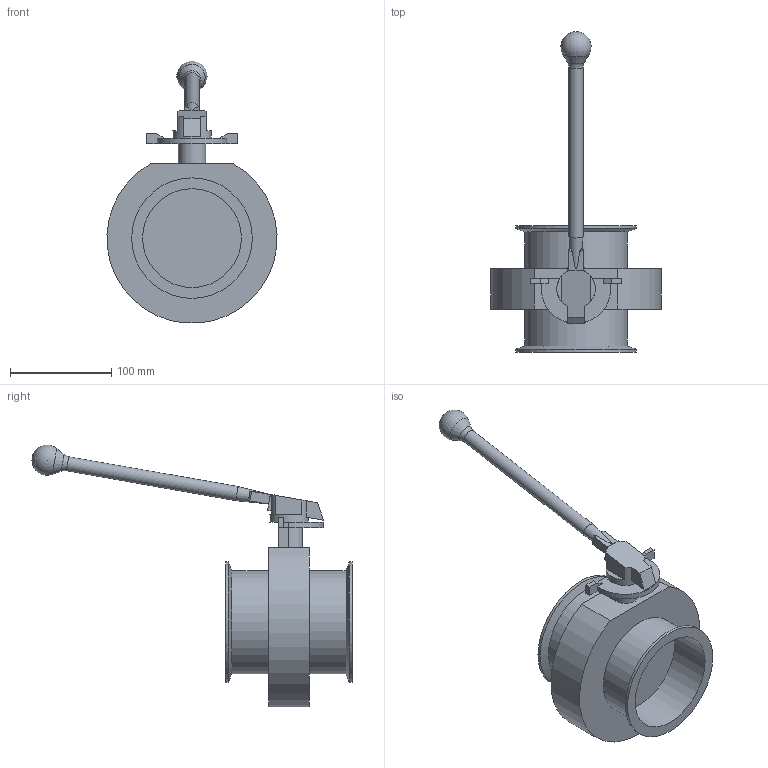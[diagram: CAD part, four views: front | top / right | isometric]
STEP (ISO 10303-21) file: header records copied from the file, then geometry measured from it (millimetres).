
FILE_DESCRIPTION(/* description */ (''),/* implementation_level */ '2;1');
FILE_NAME(/* name */ 'BVL_CXC_40_0.stp',/* time_stamp */ '2021-08-19T16:10:17+09:00',/* author */ ('j'),/* organization */ (''),/* preprocessor_version */ 'ST-DEVELOPER v18.1',/* originating_system */ 'Autodesk Inventor 2021',/* authorisation */ '');
FILE_SCHEMA (('AUTOMOTIVE_DESIGN { 1 0 10303 214 3 1 1 }'));
Length unit declared in the file: millimetre
Products named in the file (4): BVL_CXC_40_0; 手動BVボディー; BV用継手_C_40; 手動BVハンドル
Assembly tree (4 placements, depth 2):
  BVL_CXC_40_0
    手動BVボディー
    BV用継手_C_40  x2
    手動BVハンドル
Bounding box: 167.85 x 316.15 x 258.45 mm (x, y, z)
Volume: 1042417.5 mm3; surface area: 156749.7 mm2
Topology: 4 solids, 4 shells, 66 faces, 159 edges, 102 vertices
Faces by surface type: plane 43, cylinder 11, bspline 6, cone 4, torus 1, sphere 1
Full cylindrical faces by diameter (mm): 14 x1, 38 x1, 97.6 x2, 101.6 x2, 119 x2
Entity records: 2109 total; most frequent: CARTESIAN_POINT 547, ORIENTED_EDGE 294, DIRECTION 289, EDGE_CURVE 147, LINE 109, VECTOR 109, VERTEX_POINT 96, AXIS2_PLACEMENT_3D 90
